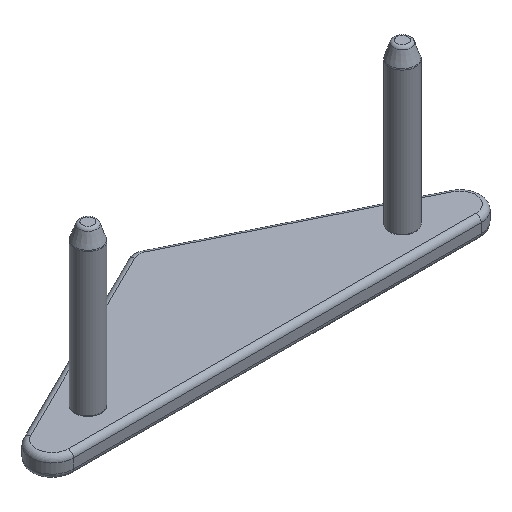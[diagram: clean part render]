
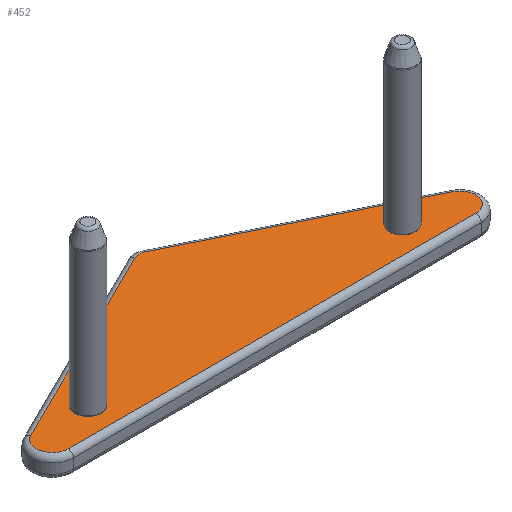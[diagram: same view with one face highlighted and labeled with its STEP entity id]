
A CAD part, isometric view. The second image highlights one B-rep face of the part: STEP entity #452.
In plain terms, the highlighted planar face has unit normal (0, 0, 1).
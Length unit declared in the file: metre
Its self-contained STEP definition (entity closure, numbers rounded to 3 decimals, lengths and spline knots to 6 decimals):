
#22=LINE('',#811,#40);
#23=LINE('',#815,#41);
#24=LINE('',#819,#42);
#40=VECTOR('',#657,1.);
#41=VECTOR('',#660,1.);
#42=VECTOR('',#663,1.);
#131=ORIENTED_EDGE('',*,*,#227,.T.);
#132=ORIENTED_EDGE('',*,*,#228,.T.);
#133=ORIENTED_EDGE('',*,*,#229,.T.);
#134=ORIENTED_EDGE('',*,*,#230,.T.);
#135=ORIENTED_EDGE('',*,*,#231,.T.);
#136=ORIENTED_EDGE('',*,*,#232,.T.);
#137=ORIENTED_EDGE('',*,*,#233,.F.);
#138=ORIENTED_EDGE('',*,*,#234,.F.);
#227=EDGE_CURVE('',#277,#278,#309,.T.);
#228=EDGE_CURVE('',#278,#279,#22,.T.);
#229=EDGE_CURVE('',#279,#280,#310,.T.);
#230=EDGE_CURVE('',#280,#281,#23,.T.);
#231=EDGE_CURVE('',#281,#282,#311,.T.);
#232=EDGE_CURVE('',#282,#277,#24,.T.);
#233=EDGE_CURVE('',#283,#283,#312,.T.);
#234=EDGE_CURVE('',#284,#284,#313,.T.);
#277=VERTEX_POINT('',#809);
#278=VERTEX_POINT('',#810);
#279=VERTEX_POINT('',#812);
#280=VERTEX_POINT('',#814);
#281=VERTEX_POINT('',#816);
#282=VERTEX_POINT('',#818);
#283=VERTEX_POINT('',#821);
#284=VERTEX_POINT('',#823);
#309=CIRCLE('',#531,0.01);
#310=CIRCLE('',#532,0.015);
#311=CIRCLE('',#533,0.015);
#312=CIRCLE('',#534,0.00635);
#313=CIRCLE('',#535,0.00635);
#357=EDGE_LOOP('',(#131,#132,#133,#134,#135,#136));
#358=EDGE_LOOP('',(#137));
#359=EDGE_LOOP('',(#138));
#405=FACE_BOUND('',#357,.T.);
#406=FACE_BOUND('',#358,.T.);
#407=FACE_BOUND('',#359,.T.);
#433=PLANE('',#530);
#452=ADVANCED_FACE('',(#405,#406,#407),#433,.T.);
#530=AXIS2_PLACEMENT_3D('',#807,#653,#654);
#531=AXIS2_PLACEMENT_3D('',#808,#655,#656);
#532=AXIS2_PLACEMENT_3D('',#813,#658,#659);
#533=AXIS2_PLACEMENT_3D('',#817,#661,#662);
#534=AXIS2_PLACEMENT_3D('',#820,#664,#665);
#535=AXIS2_PLACEMENT_3D('',#822,#666,#667);
#653=DIRECTION('',(0.,0.,1.));
#654=DIRECTION('',(1.,0.,0.));
#655=DIRECTION('',(0.,0.,1.));
#656=DIRECTION('',(1.,0.,0.));
#657=DIRECTION('',(-0.897,-0.443,0.));
#658=DIRECTION('',(0.,0.,1.));
#659=DIRECTION('',(1.,0.,0.));
#660=DIRECTION('',(1.,0.,0.));
#661=DIRECTION('',(0.,0.,1.));
#662=DIRECTION('',(1.,0.,0.));
#663=DIRECTION('',(-0.897,0.443,0.));
#664=DIRECTION('',(0.,0.,1.));
#665=DIRECTION('',(1.,0.,0.));
#666=DIRECTION('',(0.,0.,1.));
#667=DIRECTION('',(1.,0.,0.));
#807=CARTESIAN_POINT('',(0.,0.067511,0.01905));
#808=CARTESIAN_POINT('',(0.,0.120022,0.01905));
#809=CARTESIAN_POINT('',(0.004427,0.128988,0.01905));
#810=CARTESIAN_POINT('',(-0.004427,0.128988,0.01905));
#811=CARTESIAN_POINT('',(-0.197948,0.03345,0.01905));
#812=CARTESIAN_POINT('',(-0.197948,0.03345,0.01905));
#813=CARTESIAN_POINT('',(-0.191308,0.02,0.01905));
#814=CARTESIAN_POINT('',(-0.191308,0.005,0.01905));
#815=CARTESIAN_POINT('',(0.191308,0.005,0.01905));
#816=CARTESIAN_POINT('',(0.191308,0.005,0.01905));
#817=CARTESIAN_POINT('',(0.191308,0.02,0.01905));
#818=CARTESIAN_POINT('',(0.197948,0.03345,0.01905));
#819=CARTESIAN_POINT('',(0.004427,0.128988,0.01905));
#820=CARTESIAN_POINT('',(-0.147486,0.030228,0.01905));
#821=CARTESIAN_POINT('',(-0.141136,0.030228,0.01905));
#822=CARTESIAN_POINT('',(0.147486,0.030228,0.01905));
#823=CARTESIAN_POINT('',(0.153836,0.030228,0.01905));
